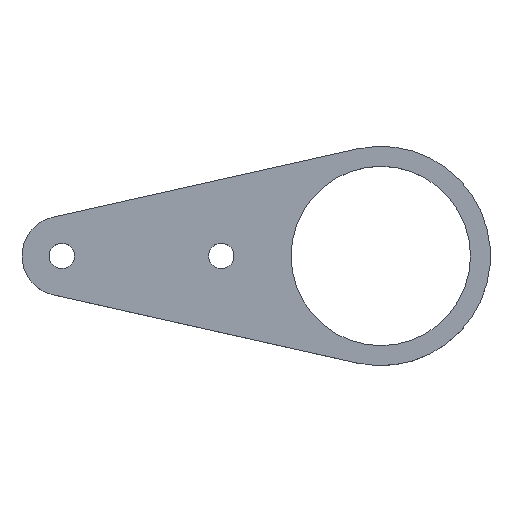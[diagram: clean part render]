
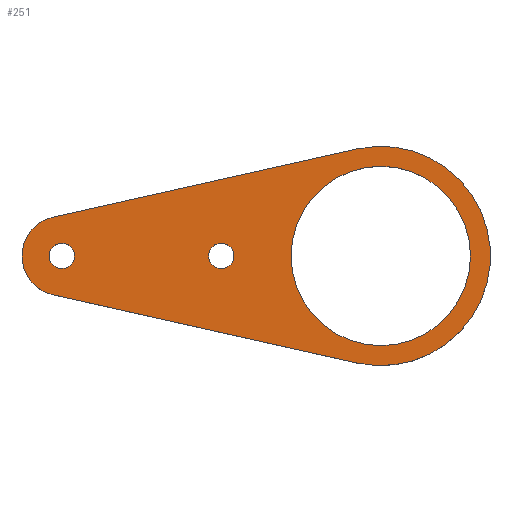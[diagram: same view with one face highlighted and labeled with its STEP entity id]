
A CAD part, top view. The second image highlights one B-rep face of the part: STEP entity #251.
In plain terms, the highlighted planar face has unit normal (0, 0, 1).
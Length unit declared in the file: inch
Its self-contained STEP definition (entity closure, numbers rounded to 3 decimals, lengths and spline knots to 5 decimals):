
#20 = CARTESIAN_POINT ( 'NONE',  ( 0.84961, -0.67085, 0.125 ) ) ;
#21 = CARTESIAN_POINT ( 'NONE',  ( -1., 0., 0.125 ) ) ;
#22 = DIRECTION ( 'NONE',  ( 0., 0., 1. ) ) ;
#25 = ORIENTED_EDGE ( 'NONE', *, *, #266, .F. ) ;
#29 = ORIENTED_EDGE ( 'NONE', *, *, #306, .F. ) ;
#32 = DIRECTION ( 'NONE',  ( 0., 0., 1. ) ) ;
#42 = VERTEX_POINT ( 'NONE', #126 ) ;
#46 = VERTEX_POINT ( 'NONE', #178 ) ;
#50 = DIRECTION ( 'NONE',  ( 0., 0., 1. ) ) ;
#52 = CARTESIAN_POINT ( 'NONE',  ( 0.4375, 0., 0.125 ) ) ;
#55 = AXIS2_PLACEMENT_3D ( 'NONE', #217, #22, #523 ) ;
#57 = CARTESIAN_POINT ( 'NONE',  ( -1., 0., 0.125 ) ) ;
#58 = EDGE_LOOP ( 'NONE', ( #473, #310 ) ) ;
#61 = AXIS2_PLACEMENT_3D ( 'NONE', #194, #199, #357 ) ;
#67 = CARTESIAN_POINT ( 'NONE',  ( -1.05469, 0.24395, 0.125 ) ) ;
#74 = FACE_BOUND ( 'NONE', #58, .T. ) ;
#78 = PLANE ( 'NONE',  #55 ) ;
#95 = DIRECTION ( 'NONE',  ( 1., 0., 0. ) ) ;
#98 = DIRECTION ( 'NONE',  ( 1., 0., 0. ) ) ;
#100 = DIRECTION ( 'NONE',  ( 0., 0., 1. ) ) ;
#101 = DIRECTION ( 'NONE',  ( 0., 0., 1. ) ) ;
#102 = DIRECTION ( 'NONE',  ( 0.976, -0.219, 0. ) ) ;
#113 = VERTEX_POINT ( 'NONE', #131 ) ;
#119 = ORIENTED_EDGE ( 'NONE', *, *, #366, .T. ) ;
#126 = CARTESIAN_POINT ( 'NONE',  ( -1.05469, -0.24395, 0.125 ) ) ;
#131 = CARTESIAN_POINT ( 'NONE',  ( -1.0795, 0., 0.125 ) ) ;
#155 = VERTEX_POINT ( 'NONE', #463 ) ;
#158 = CIRCLE ( 'NONE', #226, 0.5625 ) ;
#164 = LINE ( 'NONE', #205, #406 ) ;
#165 = ORIENTED_EDGE ( 'NONE', *, *, #505, .T. ) ;
#166 = VERTEX_POINT ( 'NONE', #52 ) ;
#167 = FACE_OUTER_BOUND ( 'NONE', #383, .T. ) ;
#169 = EDGE_LOOP ( 'NONE', ( #29, #25 ) ) ;
#173 = VERTEX_POINT ( 'NONE', #351 ) ;
#174 = AXIS2_PLACEMENT_3D ( 'NONE', #372, #532, #367 ) ;
#178 = CARTESIAN_POINT ( 'NONE',  ( 1.5625, 0., 0.125 ) ) ;
#190 = EDGE_LOOP ( 'NONE', ( #204, #362 ) ) ;
#192 = CIRCLE ( 'NONE', #202, 0.6875 ) ;
#194 = CARTESIAN_POINT ( 'NONE',  ( -1., 0., 0.125 ) ) ;
#198 = DIRECTION ( 'NONE',  ( 0., 0., 1. ) ) ;
#199 = DIRECTION ( 'NONE',  ( 0., 0., 1. ) ) ;
#202 = AXIS2_PLACEMENT_3D ( 'NONE', #273, #100, #512 ) ;
#204 = ORIENTED_EDGE ( 'NONE', *, *, #386, .F. ) ;
#205 = CARTESIAN_POINT ( 'NONE',  ( -0.10254, 0.4574, 0.125 ) ) ;
#217 = CARTESIAN_POINT ( 'NONE',  ( 0., 0., 0.125 ) ) ;
#226 = AXIS2_PLACEMENT_3D ( 'NONE', #515, #50, #95 ) ;
#231 = CARTESIAN_POINT ( 'NONE',  ( 0., 0., 0.125 ) ) ;
#233 = CARTESIAN_POINT ( 'NONE',  ( -1.25, 0., 0.125 ) ) ;
#241 = ORIENTED_EDGE ( 'NONE', *, *, #361, .T. ) ;
#242 = DIRECTION ( 'NONE',  ( 1., 0., 0. ) ) ;
#243 = VERTEX_POINT ( 'NONE', #67 ) ;
#245 = CARTESIAN_POINT ( 'NONE',  ( 0., 0., 0.125 ) ) ;
#251 = ADVANCED_FACE ( 'NONE', ( #74, #374, #167, #286 ), #78, .T. ) ;
#255 = CIRCLE ( 'NONE', #388, 0.0795 ) ;
#266 = EDGE_CURVE ( 'NONE', #527, #173, #503, .T. ) ;
#272 = AXIS2_PLACEMENT_3D ( 'NONE', #21, #198, #98 ) ;
#273 = CARTESIAN_POINT ( 'NONE',  ( 1., 0., 0.125 ) ) ;
#274 = DIRECTION ( 'NONE',  ( 0., 0., 1. ) ) ;
#276 = EDGE_CURVE ( 'NONE', #438, #113, #255, .T. ) ;
#286 = FACE_BOUND ( 'NONE', #190, .T. ) ;
#288 = AXIS2_PLACEMENT_3D ( 'NONE', #245, #32, #242 ) ;
#301 = CIRCLE ( 'NONE', #272, 0.0795 ) ;
#306 = EDGE_CURVE ( 'NONE', #173, #527, #338, .T. ) ;
#310 = ORIENTED_EDGE ( 'NONE', *, *, #320, .F. ) ;
#316 = LINE ( 'NONE', #471, #416 ) ;
#318 = ORIENTED_EDGE ( 'NONE', *, *, #434, .T. ) ;
#319 = EDGE_CURVE ( 'NONE', #243, #533, #494, .T. ) ;
#320 = EDGE_CURVE ( 'NONE', #113, #438, #301, .T. ) ;
#322 = ORIENTED_EDGE ( 'NONE', *, *, #319, .T. ) ;
#331 = EDGE_CURVE ( 'NONE', #46, #166, #158, .T. ) ;
#338 = CIRCLE ( 'NONE', #450, 0.0795 ) ;
#351 = CARTESIAN_POINT ( 'NONE',  ( 0.0795, 0., 0.125 ) ) ;
#357 = DIRECTION ( 'NONE',  ( 1., 0., 0. ) ) ;
#361 = EDGE_CURVE ( 'NONE', #533, #42, #541, .T. ) ;
#362 = ORIENTED_EDGE ( 'NONE', *, *, #331, .F. ) ;
#366 = EDGE_CURVE ( 'NONE', #484, #155, #192, .T. ) ;
#367 = DIRECTION ( 'NONE',  ( 1., 0., 0. ) ) ;
#372 = CARTESIAN_POINT ( 'NONE',  ( 1., 0., 0.125 ) ) ;
#374 = FACE_BOUND ( 'NONE', #169, .T. ) ;
#383 = EDGE_LOOP ( 'NONE', ( #318, #322, #241, #165, #119 ) ) ;
#386 = EDGE_CURVE ( 'NONE', #166, #46, #399, .T. ) ;
#388 = AXIS2_PLACEMENT_3D ( 'NONE', #472, #274, #525 ) ;
#399 = CIRCLE ( 'NONE', #174, 0.5625 ) ;
#406 = VECTOR ( 'NONE', #526, 39.37008 ) ;
#416 = VECTOR ( 'NONE', #102, 39.37008 ) ;
#426 = DIRECTION ( 'NONE',  ( 1., 0., 0. ) ) ;
#431 = AXIS2_PLACEMENT_3D ( 'NONE', #57, #433, #460 ) ;
#433 = DIRECTION ( 'NONE',  ( 0., 0., 1. ) ) ;
#434 = EDGE_CURVE ( 'NONE', #155, #243, #164, .T. ) ;
#436 = CARTESIAN_POINT ( 'NONE',  ( -0.0795, 0., 0.125 ) ) ;
#438 = VERTEX_POINT ( 'NONE', #446 ) ;
#446 = CARTESIAN_POINT ( 'NONE',  ( -0.9205, 0., 0.125 ) ) ;
#450 = AXIS2_PLACEMENT_3D ( 'NONE', #231, #101, #426 ) ;
#460 = DIRECTION ( 'NONE',  ( 1., 0., 0. ) ) ;
#463 = CARTESIAN_POINT ( 'NONE',  ( 0.84961, 0.67085, 0.125 ) ) ;
#471 = CARTESIAN_POINT ( 'NONE',  ( -0.10254, -0.4574, 0.125 ) ) ;
#472 = CARTESIAN_POINT ( 'NONE',  ( -1., 0., 0.125 ) ) ;
#473 = ORIENTED_EDGE ( 'NONE', *, *, #276, .F. ) ;
#484 = VERTEX_POINT ( 'NONE', #20 ) ;
#494 = CIRCLE ( 'NONE', #431, 0.25 ) ;
#503 = CIRCLE ( 'NONE', #288, 0.0795 ) ;
#505 = EDGE_CURVE ( 'NONE', #42, #484, #316, .T. ) ;
#512 = DIRECTION ( 'NONE',  ( 1., 0., 0. ) ) ;
#515 = CARTESIAN_POINT ( 'NONE',  ( 1., 0., 0.125 ) ) ;
#523 = DIRECTION ( 'NONE',  ( 1., 0., 0. ) ) ;
#525 = DIRECTION ( 'NONE',  ( 1., 0., 0. ) ) ;
#526 = DIRECTION ( 'NONE',  ( -0.976, -0.219, 0. ) ) ;
#527 = VERTEX_POINT ( 'NONE', #436 ) ;
#532 = DIRECTION ( 'NONE',  ( 0., 0., 1. ) ) ;
#533 = VERTEX_POINT ( 'NONE', #233 ) ;
#541 = CIRCLE ( 'NONE', #61, 0.25 ) ;
